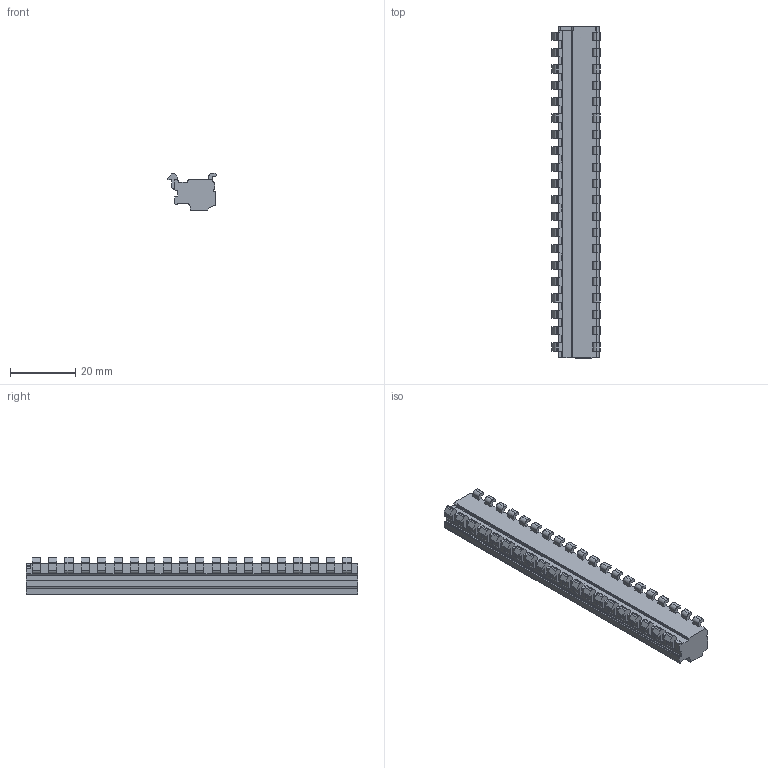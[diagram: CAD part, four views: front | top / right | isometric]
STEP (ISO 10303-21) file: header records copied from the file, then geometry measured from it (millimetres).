
FILE_DESCRIPTION((''),'2;1');
FILE_NAME('PRT0007','2024-10-15T13:17:58',('tluser'),(''),'CREO PARAMETRIC BY PTC INC, 2018100','CREO PARAMETRIC BY PTC INC, 2018100','');
FILE_SCHEMA(('CONFIG_CONTROL_DESIGN'));
Length unit declared in the file: millimetre
Products named in the file (1): PRT0007
Bounding box: 14.7 x 101.5 x 11.5 mm (x, y, z)
Volume: 10407.6 mm3; surface area: 5994.8 mm2
Topology: 1 solids, 1 shells, 875 faces, 2401 edges, 1588 vertices
Faces by surface type: plane 594, cylinder 241, cone 40
Entity records: 27945 total; most frequent: CARTESIAN_POINT 5204, ORIENTED_EDGE 4802, DIRECTION 4650, EDGE_CURVE 2401, VECTOR 1816, LINE 1816, VERTEX_POINT 1588, AXIS2_PLACEMENT_3D 1417
